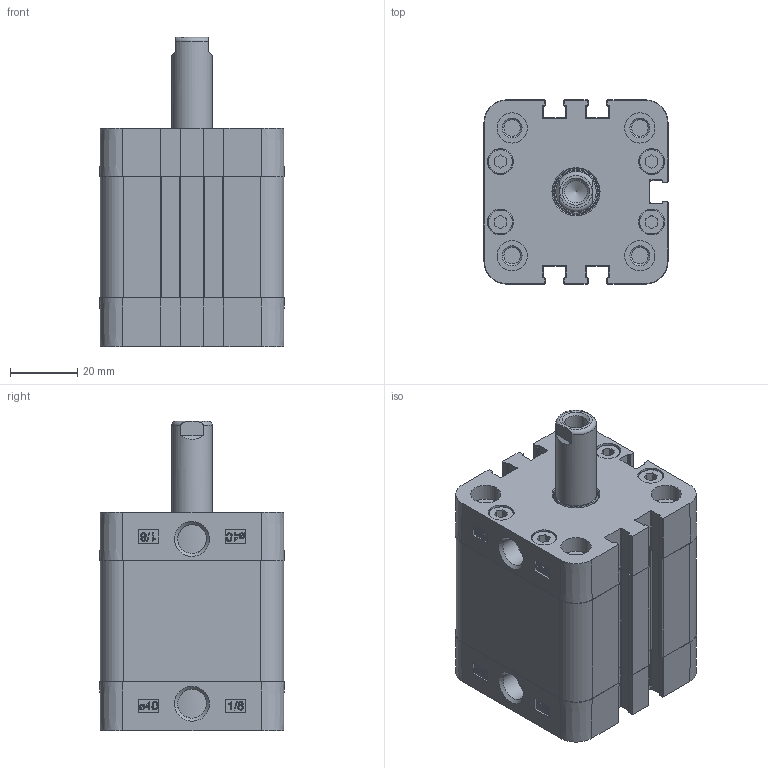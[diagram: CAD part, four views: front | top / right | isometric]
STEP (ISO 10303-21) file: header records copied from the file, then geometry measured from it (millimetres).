
FILE_DESCRIPTION((''),'2;1');
FILE_NAME('PSEM040.020.GS.F.stp','2014-02-05T12:08:45',('carlo.corazza'),(''),'Autodesk Inventor 2012','Autodesk Inventor 2012','');
FILE_SCHEMA(('AUTOMOTIVE_DESIGN { 1 0 10303 214 1 1 1 1 }'));
Length unit declared in the file: millimetre
Products named in the file (5): PSEM040..GS.F; CORPO-020; STELO-020; TA; TP
Assembly tree (4 placements, depth 2):
  PSEM040..GS.F
    CORPO-020
    STELO-020
    TA
    TP
Bounding box: 54.8 x 54.8 x 92 mm (x, y, z)
Volume: 133340.4 mm3; surface area: 43124.3 mm2
Topology: 4 solids, 12 shells, 700 faces, 1773 edges, 1163 vertices
Faces by surface type: plane 350, cylinder 185, bspline 90, torus 43, cone 32
Full cylindrical faces by diameter (mm): 4.917 x1, 5.2 x8, 6.647 x1, 7.5 x8, 7.7 x8, 8.566 x2, 9 x9, 12 x1, 12.54 x1, 13.7 x1, 14 x1, 16.5 x1, 40 x1
Entity records: 22352 total; most frequent: CARTESIAN_POINT 5280, ORIENTED_EDGE 3342, DIRECTION 3146, EDGE_CURVE 1671, VERTEX_POINT 1147, AXIS2_PLACEMENT_3D 1064, VECTOR 1018, LINE 1018
